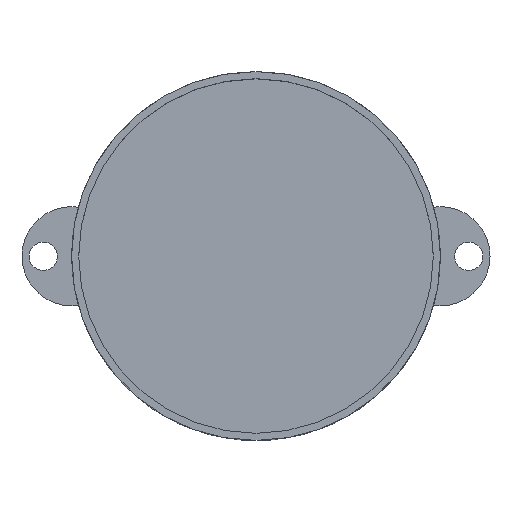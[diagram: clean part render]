
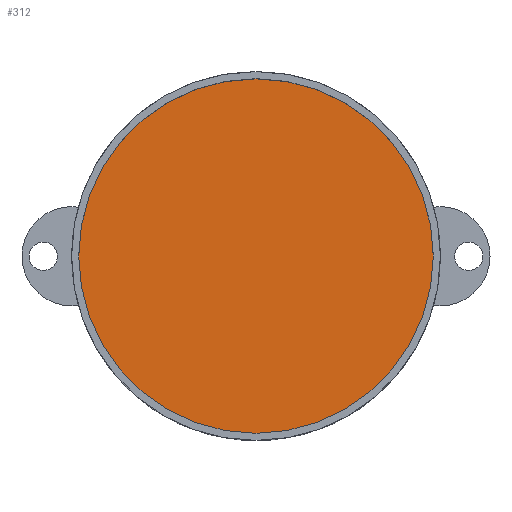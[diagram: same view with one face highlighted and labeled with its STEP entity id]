
A CAD part, top view. The second image highlights one B-rep face of the part: STEP entity #312.
In plain terms, the highlighted planar face has unit normal (0, 0, 1).
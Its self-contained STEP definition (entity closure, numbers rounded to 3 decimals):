
#1 = CARTESIAN_POINT ( 'NONE',  ( 0., 0., 15. ) ) ;
#2 = DIRECTION ( 'NONE',  ( 1., 0., 0. ) ) ;
#14 = CARTESIAN_POINT ( 'NONE',  ( 0., 0., 15. ) ) ;
#38 = EDGE_CURVE ( 'NONE', #423, #208, #309, .T. ) ;
#69 = CIRCLE ( 'NONE', #125, 25. ) ;
#88 = DIRECTION ( 'NONE',  ( 0., 0., 1. ) ) ;
#112 = AXIS2_PLACEMENT_3D ( 'NONE', #14, #321, #446 ) ;
#118 = CARTESIAN_POINT ( 'NONE',  ( -25., 0., 15. ) ) ;
#125 = AXIS2_PLACEMENT_3D ( 'NONE', #182, #88, #313 ) ;
#141 = FACE_OUTER_BOUND ( 'NONE', #145, .T. ) ;
#145 = EDGE_LOOP ( 'NONE', ( #501, #292 ) ) ;
#182 = CARTESIAN_POINT ( 'NONE',  ( 0., 0., 15. ) ) ;
#208 = VERTEX_POINT ( 'NONE', #118 ) ;
#212 = DIRECTION ( 'NONE',  ( 0., 0., 1. ) ) ;
#292 = ORIENTED_EDGE ( 'NONE', *, *, #424, .T. ) ;
#309 = CIRCLE ( 'NONE', #112, 25. ) ;
#312 = ADVANCED_FACE ( 'NONE', ( #141 ), #469, .T. ) ;
#313 = DIRECTION ( 'NONE',  ( 1., 0., 0. ) ) ;
#321 = DIRECTION ( 'NONE',  ( 0., 0., 1. ) ) ;
#423 = VERTEX_POINT ( 'NONE', #509 ) ;
#424 = EDGE_CURVE ( 'NONE', #208, #423, #69, .T. ) ;
#446 = DIRECTION ( 'NONE',  ( 1., 0., 0. ) ) ;
#469 = PLANE ( 'NONE',  #537 ) ;
#501 = ORIENTED_EDGE ( 'NONE', *, *, #38, .T. ) ;
#509 = CARTESIAN_POINT ( 'NONE',  ( 25., 0., 15. ) ) ;
#537 = AXIS2_PLACEMENT_3D ( 'NONE', #1, #212, #2 ) ;
